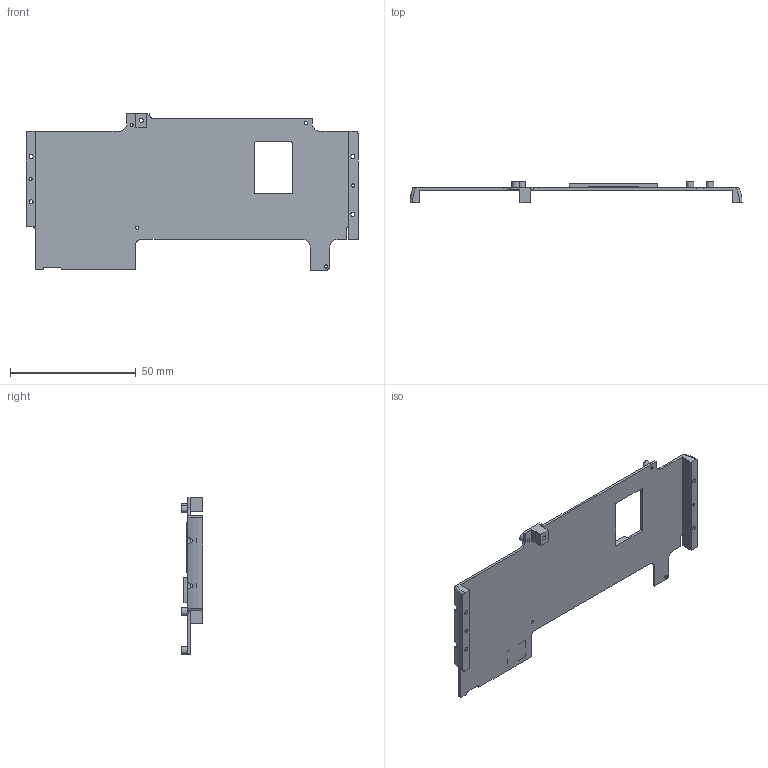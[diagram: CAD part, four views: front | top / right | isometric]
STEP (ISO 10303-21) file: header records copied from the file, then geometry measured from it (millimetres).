
FILE_DESCRIPTION(/* description */ ('','CAx-IF Rec.Pracs.---Representation and Presentation of Product Manufacturing Information (PMI)---4.0---2014-10-13'),/* implementation_level */ '2;1');
FILE_NAME(/* name */ 'Heatsink.step',/* time_stamp */ '2025-03-19T02:41:20+02:00',/* author */ (''),/* organization */ (''),/* preprocessor_version */ 'ST-DEVELOPER v20',/* originating_system */ 'Autodesk Translation Framework v13.20.0.188',/* authorisation */ '');
FILE_SCHEMA (('AP242_MANAGED_MODEL_BASED_3D_ENGINEERING_MIM_LF { 1 0 10303 442 1 1 4 }'));
Length unit declared in the file: millimetre
Products named in the file (1): Heatsink
Bounding box: 132 x 8.5 x 62.27 mm (x, y, z)
Volume: 8166.8 mm3; surface area: 14507.7 mm2
Topology: 1 solids, 1 shells, 105 faces, 294 edges, 195 vertices
Faces by surface type: plane 61, cylinder 40, torus 4
Full cylindrical faces by diameter (mm): 1.25 x6, 1.6 x5, 3 x8
Entity records: 3599 total; most frequent: CARTESIAN_POINT 741, ORIENTED_EDGE 588, DIRECTION 586, EDGE_CURVE 294, AXIS2_PLACEMENT_3D 198, VERTEX_POINT 195, LINE 190, VECTOR 190
